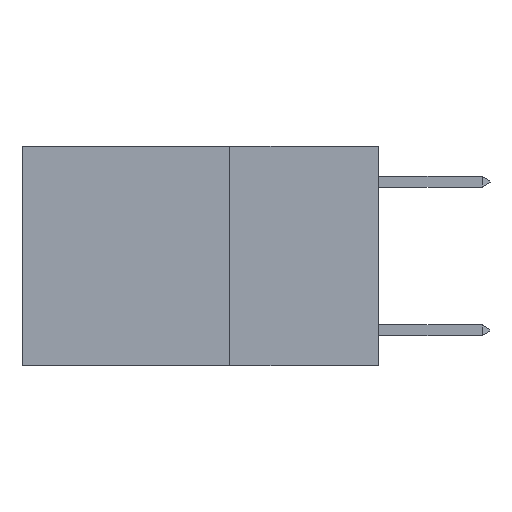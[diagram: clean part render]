
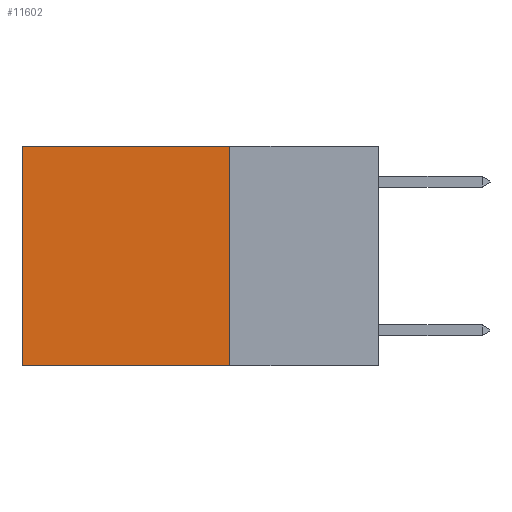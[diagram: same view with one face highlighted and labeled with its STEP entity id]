
A CAD part, left-side view. The second image highlights one B-rep face of the part: STEP entity #11602.
In plain terms, the highlighted planar face has unit normal (-1, 0, 0).
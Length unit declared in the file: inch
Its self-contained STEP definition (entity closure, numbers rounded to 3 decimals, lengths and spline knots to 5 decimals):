
#1 = VECTOR ( 'NONE', #10809, 39.37008 ) ;
#187 = EDGE_CURVE ( 'NONE', #4666, #3260, #12133, .T. ) ;
#531 = ORIENTED_EDGE ( 'NONE', *, *, #187, .T. ) ;
#1191 = ORIENTED_EDGE ( 'NONE', *, *, #10711, .F. ) ;
#1421 = ORIENTED_EDGE ( 'NONE', *, *, #11000, .F. ) ;
#1599 = CARTESIAN_POINT ( 'NONE',  ( 0.2625, 0.6, 0. ) ) ;
#1883 = VERTEX_POINT ( 'NONE', #2153 ) ;
#2153 = CARTESIAN_POINT ( 'NONE',  ( 0.2625, 0.25, 0. ) ) ;
#2767 = EDGE_CURVE ( 'NONE', #1883, #4666, #16551, .T. ) ;
#2811 = CARTESIAN_POINT ( 'NONE',  ( 0.2625, 0.25, -0.37 ) ) ;
#2922 = ORIENTED_EDGE ( 'NONE', *, *, #2767, .T. ) ;
#3260 = VERTEX_POINT ( 'NONE', #4617 ) ;
#3324 = VECTOR ( 'NONE', #5578, 39.37008 ) ;
#4343 = CARTESIAN_POINT ( 'NONE',  ( 0.2625, 0.25, 0. ) ) ;
#4617 = CARTESIAN_POINT ( 'NONE',  ( 0.2625, 0.6, -0.37 ) ) ;
#4666 = VERTEX_POINT ( 'NONE', #1599 ) ;
#5578 = DIRECTION ( 'NONE',  ( 0., 1., 0. ) ) ;
#5748 = DIRECTION ( 'NONE',  ( 0., 0., -1. ) ) ;
#6023 = VERTEX_POINT ( 'NONE', #9057 ) ;
#7509 = DIRECTION ( 'NONE',  ( 0., 0., -1. ) ) ;
#7532 = CARTESIAN_POINT ( 'NONE',  ( 0.2625, 0.25, 0. ) ) ;
#7572 = AXIS2_PLACEMENT_3D ( 'NONE', #4343, #13675, #5748 ) ;
#8802 = EDGE_LOOP ( 'NONE', ( #531, #1191, #1421, #2922 ) ) ;
#9057 = CARTESIAN_POINT ( 'NONE',  ( 0.2625, 0.25, -0.37 ) ) ;
#9748 = PLANE ( 'NONE',  #7572 ) ;
#10367 = LINE ( 'NONE', #16547, #13822 ) ;
#10711 = EDGE_CURVE ( 'NONE', #6023, #3260, #14419, .T. ) ;
#10809 = DIRECTION ( 'NONE',  ( 0., 0., -1. ) ) ;
#11000 = EDGE_CURVE ( 'NONE', #1883, #6023, #10367, .T. ) ;
#11393 = CARTESIAN_POINT ( 'NONE',  ( 0.2625, 0.6, 0. ) ) ;
#11602 = ADVANCED_FACE ( 'NONE', ( #14592 ), #9748, .F. ) ;
#12006 = VECTOR ( 'NONE', #15316, 39.37008 ) ;
#12133 = LINE ( 'NONE', #11393, #1 ) ;
#13675 = DIRECTION ( 'NONE',  ( 1., 0., 0. ) ) ;
#13822 = VECTOR ( 'NONE', #7509, 39.37008 ) ;
#14419 = LINE ( 'NONE', #2811, #3324 ) ;
#14592 = FACE_OUTER_BOUND ( 'NONE', #8802, .T. ) ;
#15316 = DIRECTION ( 'NONE',  ( 0., 1., 0. ) ) ;
#16547 = CARTESIAN_POINT ( 'NONE',  ( 0.2625, 0.25, 0. ) ) ;
#16551 = LINE ( 'NONE', #7532, #12006 ) ;
